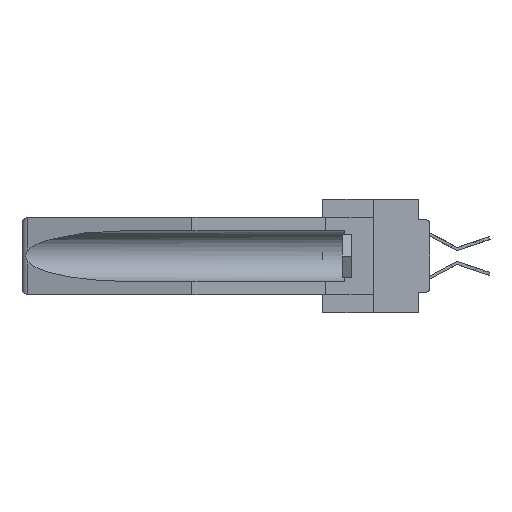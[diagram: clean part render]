
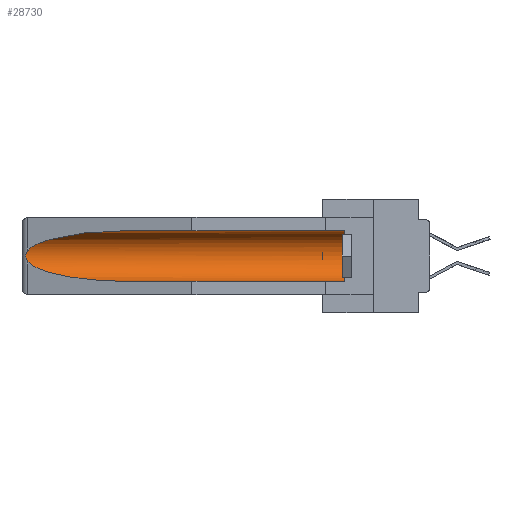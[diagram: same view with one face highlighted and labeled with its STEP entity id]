
A CAD part, left-side view. The second image highlights one B-rep face of the part: STEP entity #28730.
In plain terms, the highlighted cylindrical face has radius 2.857 mm (diameter 5.715 mm), a partial arc.
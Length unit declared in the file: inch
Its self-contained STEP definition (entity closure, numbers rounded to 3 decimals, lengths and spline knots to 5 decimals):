
#435 = CARTESIAN_POINT ( 'NONE',  ( 0.26537, 1.52718, -0.19328 ) ) ;
#720 = ORIENTED_EDGE ( 'NONE', *, *, #17185, .F. ) ;
#963 = CYLINDRICAL_SURFACE ( 'NONE', #28705, 0.1125 ) ;
#1181 = DIRECTION ( 'NONE',  ( 0., 0., 1. ) ) ;
#1744 = CARTESIAN_POINT ( 'NONE',  ( 0.26537, 1.52718, -0.14972 ) ) ;
#2730 = VECTOR ( 'NONE', #40096, 39.37008 ) ;
#3044 = VERTEX_POINT ( 'NONE', #15897 ) ;
#4077 = CIRCLE ( 'NONE', #41341, 0.1125 ) ;
#4779 = FACE_OUTER_BOUND ( 'NONE', #41292, .T. ) ;
#6927 = CARTESIAN_POINT ( 'NONE',  ( 0.155, -0.30754, -0.284 ) ) ;
#7000 = CARTESIAN_POINT ( 'NONE',  ( 0.155, 0.126, -0.284 ) ) ;
#7264 = CARTESIAN_POINT ( 'NONE',  ( 0.21114, 1.30732, -0.059 ) ) ;
#7362 = ORIENTED_EDGE ( 'NONE', *, *, #40429, .T. ) ;
#7740 = DIRECTION ( 'NONE',  ( 0., 0., 1. ) ) ;
#7796 = VERTEX_POINT ( 'NONE', #435 ) ;
#7887 = CARTESIAN_POINT ( 'NONE',  ( 0.2673, 1.5327, -0.16383 ) ) ;
#8316 = ORIENTED_EDGE ( 'NONE', *, *, #27290, .T. ) ;
#8572 = VERTEX_POINT ( 'NONE', #18996 ) ;
#8856 = CARTESIAN_POINT ( 'NONE',  ( 0.25451, 1.48313, -0.24835 ) ) ;
#9076 = CARTESIAN_POINT ( 'NONE',  ( 0.26655, 1.53094, -0.18657 ) ) ;
#9345 = ORIENTED_EDGE ( 'NONE', *, *, #30506, .T. ) ;
#10374 =( BOUNDED_CURVE ( )  B_SPLINE_CURVE ( 3, ( #31536, #8856, #19764, #18603 ),
 .UNSPECIFIED., .F., .F. ) 
 B_SPLINE_CURVE_WITH_KNOTS ( ( 4, 4 ),
 ( 0.1948, 1.5708 ),
 .UNSPECIFIED. ) 
 CURVE ( )  GEOMETRIC_REPRESENTATION_ITEM ( )  RATIONAL_B_SPLINE_CURVE ( ( 1., 0.848, 0.848, 1. ) ) 
 REPRESENTATION_ITEM ( '' )  );
#12673 = CARTESIAN_POINT ( 'NONE',  ( 0.26537, 1.52718, -0.19328 ) ) ;
#12986 = CARTESIAN_POINT ( 'NONE',  ( 0.25451, 1.48313, -0.09465 ) ) ;
#13132 = VERTEX_POINT ( 'NONE', #29952 ) ;
#13422 =( BOUNDED_CURVE ( )  B_SPLINE_CURVE ( 3, ( #29105, #7264, #12986, #22725 ),
 .UNSPECIFIED., .F., .F. ) 
 B_SPLINE_CURVE_WITH_KNOTS ( ( 4, 4 ),
 ( 4.71239, 6.08839 ),
 .UNSPECIFIED. ) 
 CURVE ( )  GEOMETRIC_REPRESENTATION_ITEM ( )  RATIONAL_B_SPLINE_CURVE ( ( 1., 0.848, 0.848, 1. ) ) 
 REPRESENTATION_ITEM ( '' )  );
#14603 = ORIENTED_EDGE ( 'NONE', *, *, #16385, .T. ) ;
#14665 = CARTESIAN_POINT ( 'NONE',  ( 0.2675, 1.53308, -0.16763 ) ) ;
#15897 = CARTESIAN_POINT ( 'NONE',  ( 0.155, 1.07973, -0.284 ) ) ;
#16385 = EDGE_CURVE ( 'NONE', #25022, #8572, #20580, .T. ) ;
#16415 = ORIENTED_EDGE ( 'NONE', *, *, #36847, .T. ) ;
#17185 = EDGE_CURVE ( 'NONE', #27692, #3044, #29185, .T. ) ;
#18603 = CARTESIAN_POINT ( 'NONE',  ( 0.155, 1.07973, -0.284 ) ) ;
#18996 = CARTESIAN_POINT ( 'NONE',  ( 0.155, 1.07973, -0.059 ) ) ;
#19021 = CARTESIAN_POINT ( 'NONE',  ( 0.155, 0.126, -0.059 ) ) ;
#19764 = CARTESIAN_POINT ( 'NONE',  ( 0.21114, 1.30732, -0.284 ) ) ;
#20580 = LINE ( 'NONE', #37119, #2730 ) ;
#22602 = DIRECTION ( 'NONE',  ( 0., 1., 0. ) ) ;
#22725 = CARTESIAN_POINT ( 'NONE',  ( 0.26537, 1.52718, -0.14972 ) ) ;
#23823 = DIRECTION ( 'NONE',  ( 0., 1., 0. ) ) ;
#25022 = VERTEX_POINT ( 'NONE', #19021 ) ;
#25589 = CARTESIAN_POINT ( 'NONE',  ( 0.26597, 1.5296, -0.19026 ) ) ;
#25779 = VECTOR ( 'NONE', #22602, 39.37008 ) ;
#26732 = CARTESIAN_POINT ( 'NONE',  ( 0.2673, 1.53269, -0.17917 ) ) ;
#27290 = EDGE_CURVE ( 'NONE', #8572, #13132, #13422, .T. ) ;
#27692 = VERTEX_POINT ( 'NONE', #7000 ) ;
#28705 = AXIS2_PLACEMENT_3D ( 'NONE', #36162, #23823, #1181 ) ;
#28730 = ADVANCED_FACE ( 'NONE', ( #4779 ), #963, .F. ) ;
#29105 = CARTESIAN_POINT ( 'NONE',  ( 0.155, 1.07973, -0.059 ) ) ;
#29185 = LINE ( 'NONE', #6927, #25779 ) ;
#29952 = CARTESIAN_POINT ( 'NONE',  ( 0.26537, 1.52718, -0.14972 ) ) ;
#30506 = EDGE_CURVE ( 'NONE', #13132, #7796, #36201, .T. ) ;
#31536 = CARTESIAN_POINT ( 'NONE',  ( 0.26537, 1.52718, -0.19328 ) ) ;
#36162 = CARTESIAN_POINT ( 'NONE',  ( 0.155, -0.30754, -0.1715 ) ) ;
#36201 = B_SPLINE_CURVE_WITH_KNOTS ( 'NONE', 3,
 ( #1744, #40115, #36938, #7887, #14665, #39695, #26732, #9076, #25589, #12673 ),
 .UNSPECIFIED., .F., .F.,
 ( 4, 2, 2, 2, 4 ),
 ( 0., 0.00029, 0.00058, 0.00087, 0.00117 ),
 .UNSPECIFIED. ) ;
#36783 = DIRECTION ( 'NONE',  ( 0., -1., 0. ) ) ;
#36847 = EDGE_CURVE ( 'NONE', #7796, #3044, #10374, .T. ) ;
#36938 = CARTESIAN_POINT ( 'NONE',  ( 0.26654, 1.53092, -0.15636 ) ) ;
#37119 = CARTESIAN_POINT ( 'NONE',  ( 0.155, -0.30754, -0.059 ) ) ;
#39695 = CARTESIAN_POINT ( 'NONE',  ( 0.2675, 1.53308, -0.17534 ) ) ;
#39754 = CARTESIAN_POINT ( 'NONE',  ( 0.155, 0.126, -0.1715 ) ) ;
#40096 = DIRECTION ( 'NONE',  ( 0., 1., 0. ) ) ;
#40115 = CARTESIAN_POINT ( 'NONE',  ( 0.26597, 1.52961, -0.15275 ) ) ;
#40429 = EDGE_CURVE ( 'NONE', #27692, #25022, #4077, .T. ) ;
#41292 = EDGE_LOOP ( 'NONE', ( #8316, #9345, #16415, #720, #7362, #14603 ) ) ;
#41341 = AXIS2_PLACEMENT_3D ( 'NONE', #39754, #36783, #7740 ) ;
